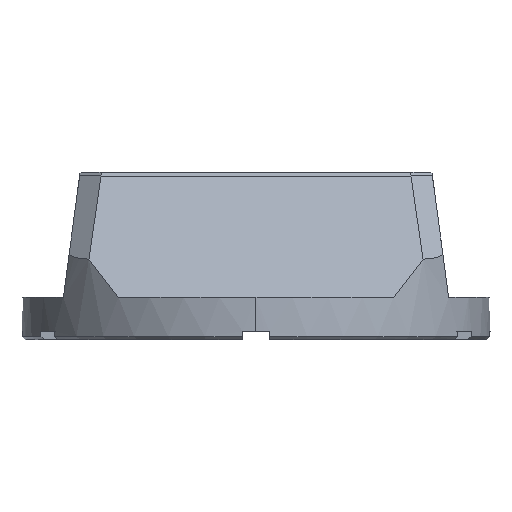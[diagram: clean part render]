
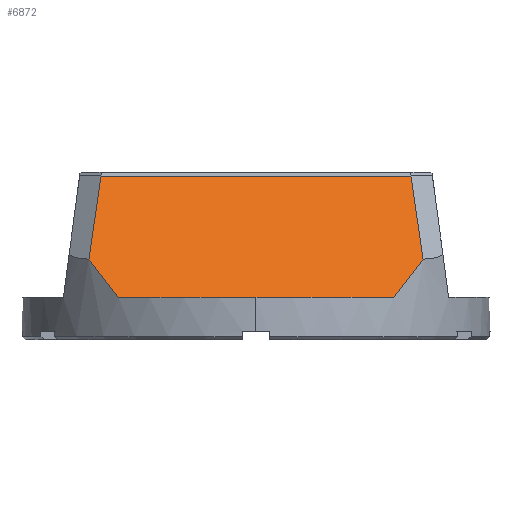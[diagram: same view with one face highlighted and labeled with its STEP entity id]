
A CAD part, left-side view. The second image highlights one B-rep face of the part: STEP entity #6872.
In plain terms, the highlighted planar face has unit normal (-0.831, 0, 0.557).
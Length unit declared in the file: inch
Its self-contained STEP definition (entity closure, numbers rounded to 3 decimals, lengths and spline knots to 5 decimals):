
#61 = CARTESIAN_POINT ( 'NONE',  ( -2.60502, -3.6563, 3.75094 ) ) ;
#218 = DIRECTION ( 'NONE',  ( 0., 1., 0. ) ) ;
#899 = CARTESIAN_POINT ( 'NONE',  ( -2.48031, -5.5, 3.93701 ) ) ;
#1048 = CARTESIAN_POINT ( 'NONE',  ( -4.26872, -3.48165, 1.26871 ) ) ;
#1344 = EDGE_CURVE ( 'NONE', #3188, #1832, #5274, .T. ) ;
#1382 = PLANE ( 'NONE',  #6488 ) ;
#1710 = CARTESIAN_POINT ( 'NONE',  ( -4.44882, -3.23388, 1. ) ) ;
#1832 = VERTEX_POINT ( 'NONE', #4389 ) ;
#1901 = VECTOR ( 'NONE', #8077, 39.37008 ) ;
#2087 = LINE ( 'NONE', #5208, #4164 ) ;
#2911 = CARTESIAN_POINT ( 'NONE',  ( -3.84985, 3.92794, 1.89367 ) ) ;
#3188 = VERTEX_POINT ( 'NONE', #7011 ) ;
#3436 =( BOUNDED_CURVE ( )  B_SPLINE_CURVE ( 3, ( #6312, #5688, #1048, #1710 ),
 .UNSPECIFIED., .F., .F. ) 
 B_SPLINE_CURVE_WITH_KNOTS ( ( 4, 4 ),
 ( 5.48775, 5.65463 ),
 .UNSPECIFIED. ) 
 CURVE ( )  GEOMETRIC_REPRESENTATION_ITEM ( )  RATIONAL_B_SPLINE_CURVE ( ( 1., 0.998, 0.998, 1. ) ) 
 REPRESENTATION_ITEM ( '' )  );
#3832 = ORIENTED_EDGE ( 'NONE', *, *, #9593, .F. ) ;
#4164 = VECTOR ( 'NONE', #9682, 39.37008 ) ;
#4389 = CARTESIAN_POINT ( 'NONE',  ( -4.44882, 3.23388, 1. ) ) ;
#4776 = ORIENTED_EDGE ( 'NONE', *, *, #1344, .F. ) ;
#4803 = ORIENTED_EDGE ( 'NONE', *, *, #7905, .F. ) ;
#5024 = CARTESIAN_POINT ( 'NONE',  ( -3.84985, -3.92794, 1.89367 ) ) ;
#5027 = CARTESIAN_POINT ( 'NONE',  ( -2.54129, 3.64239, 3.84603 ) ) ;
#5208 = CARTESIAN_POINT ( 'NONE',  ( -1.8718, 3.4963, 4.84491 ) ) ;
#5274 = LINE ( 'NONE', #8387, #6039 ) ;
#5346 = EDGE_LOOP ( 'NONE', ( #3832, #6555, #7914, #6618, #4776, #4803 ) ) ;
#5595 = EDGE_CURVE ( 'NONE', #7407, #7807, #9411, .T. ) ;
#5688 = CARTESIAN_POINT ( 'NONE',  ( -4.0686, -3.71353, 1.56729 ) ) ;
#5991 = CARTESIAN_POINT ( 'NONE',  ( -2.54129, -3.64239, 3.84603 ) ) ;
#6039 = VECTOR ( 'NONE', #10098, 39.37008 ) ;
#6190 = CARTESIAN_POINT ( 'NONE',  ( -3.84985, 3.92794, 1.89367 ) ) ;
#6312 = CARTESIAN_POINT ( 'NONE',  ( -3.84985, -3.92794, 1.89367 ) ) ;
#6362 = LINE ( 'NONE', #61, #1901 ) ;
#6488 = AXIS2_PLACEMENT_3D ( 'NONE', #899, #9343, #7904 ) ;
#6555 = ORIENTED_EDGE ( 'NONE', *, *, #5595, .T. ) ;
#6599 =( BOUNDED_CURVE ( )  B_SPLINE_CURVE ( 3, ( #7628, #9923, #9258, #6190 ),
 .UNSPECIFIED., .F., .F. ) 
 B_SPLINE_CURVE_WITH_KNOTS ( ( 4, 4 ),
 ( 0.62856, 0.79544 ),
 .UNSPECIFIED. ) 
 CURVE ( )  GEOMETRIC_REPRESENTATION_ITEM ( )  RATIONAL_B_SPLINE_CURVE ( ( 1., 0.998, 0.998, 1. ) ) 
 REPRESENTATION_ITEM ( '' )  );
#6618 = ORIENTED_EDGE ( 'NONE', *, *, #9850, .F. ) ;
#6872 = ADVANCED_FACE ( 'NONE', ( #8353 ), #1382, .F. ) ;
#6946 = VECTOR ( 'NONE', #218, 39.37008 ) ;
#7011 = CARTESIAN_POINT ( 'NONE',  ( -4.44882, -3.23388, 1. ) ) ;
#7407 = VERTEX_POINT ( 'NONE', #5991 ) ;
#7628 = CARTESIAN_POINT ( 'NONE',  ( -4.44882, 3.23388, 1. ) ) ;
#7807 = VERTEX_POINT ( 'NONE', #5027 ) ;
#7904 = DIRECTION ( 'NONE',  ( -0.557, 0., -0.831 ) ) ;
#7905 = EDGE_CURVE ( 'NONE', #9352, #3188, #3436, .T. ) ;
#7914 = ORIENTED_EDGE ( 'NONE', *, *, #9784, .T. ) ;
#8077 = DIRECTION ( 'NONE',  ( -0.553, -0.121, -0.825 ) ) ;
#8090 = VERTEX_POINT ( 'NONE', #2911 ) ;
#8353 = FACE_OUTER_BOUND ( 'NONE', #5346, .T. ) ;
#8387 = CARTESIAN_POINT ( 'NONE',  ( -4.44882, -5.5, 1. ) ) ;
#9258 = CARTESIAN_POINT ( 'NONE',  ( -4.0686, 3.71353, 1.56729 ) ) ;
#9343 = DIRECTION ( 'NONE',  ( 0.831, 0., -0.557 ) ) ;
#9352 = VERTEX_POINT ( 'NONE', #5024 ) ;
#9411 = LINE ( 'NONE', #9520, #6946 ) ;
#9520 = CARTESIAN_POINT ( 'NONE',  ( -2.54129, -5.5, 3.84603 ) ) ;
#9593 = EDGE_CURVE ( 'NONE', #7407, #9352, #6362, .T. ) ;
#9682 = DIRECTION ( 'NONE',  ( -0.553, 0.121, -0.825 ) ) ;
#9784 = EDGE_CURVE ( 'NONE', #7807, #8090, #2087, .T. ) ;
#9850 = EDGE_CURVE ( 'NONE', #1832, #8090, #6599, .T. ) ;
#9923 = CARTESIAN_POINT ( 'NONE',  ( -4.26872, 3.48165, 1.26871 ) ) ;
#10098 = DIRECTION ( 'NONE',  ( 0., 1., 0. ) ) ;
